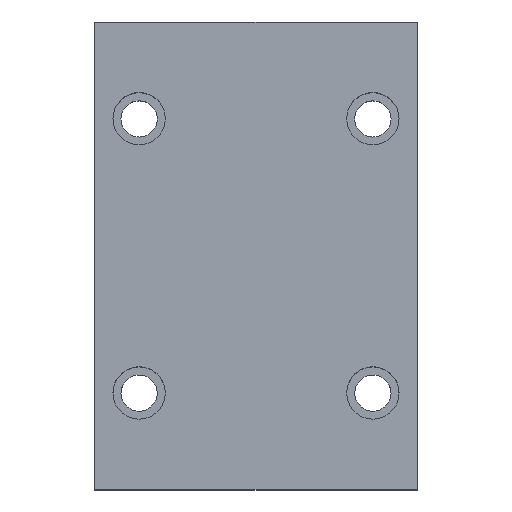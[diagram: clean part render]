
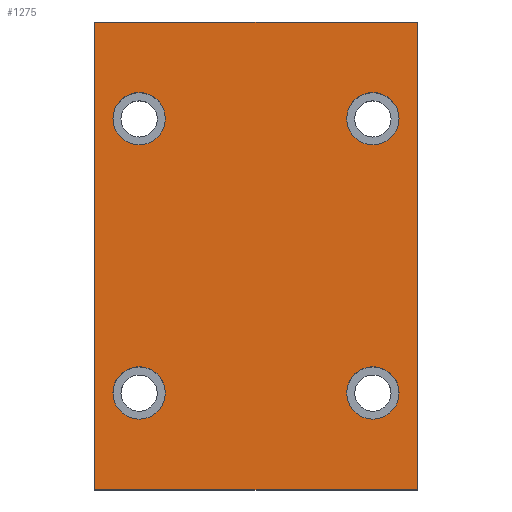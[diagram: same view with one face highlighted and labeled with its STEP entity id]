
A CAD part, top view. The second image highlights one B-rep face of the part: STEP entity #1275.
In plain terms, the highlighted planar face has unit normal (0, 0, 1).
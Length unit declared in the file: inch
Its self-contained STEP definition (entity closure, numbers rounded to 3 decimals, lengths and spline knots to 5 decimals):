
#333=DIRECTION('',(0.,-1.,0.));
#334=VECTOR('',#333,3.625);
#335=CARTESIAN_POINT('',(0.,0.,1.188));
#336=LINE('',#335,#334);
#337=DIRECTION('',(-1.,0.,0.));
#338=VECTOR('',#337,2.5);
#339=CARTESIAN_POINT('',(2.5,0.,1.188));
#340=LINE('',#339,#338);
#341=DIRECTION('',(0.,1.,0.));
#342=VECTOR('',#341,3.625);
#343=CARTESIAN_POINT('',(2.5,-3.625,1.188));
#344=LINE('',#343,#342);
#345=DIRECTION('',(1.,0.,0.));
#346=VECTOR('',#345,2.5);
#347=CARTESIAN_POINT('',(0.,-3.625,1.188));
#348=LINE('',#347,#346);
#349=CARTESIAN_POINT('',(0.344,-0.75,1.188));
#350=DIRECTION('',(0.,0.,-1.));
#351=DIRECTION('',(-1.,0.,0.));
#352=AXIS2_PLACEMENT_3D('',#349,#350,#351);
#354=CARTESIAN_POINT('',(0.344,-0.75,1.188));
#355=DIRECTION('',(0.,0.,-1.));
#356=DIRECTION('',(1.,0.,0.));
#357=AXIS2_PLACEMENT_3D('',#354,#355,#356);
#359=CARTESIAN_POINT('',(2.156,-0.75,1.188));
#360=DIRECTION('',(0.,0.,-1.));
#361=DIRECTION('',(-1.,0.,0.));
#362=AXIS2_PLACEMENT_3D('',#359,#360,#361);
#364=CARTESIAN_POINT('',(2.156,-0.75,1.188));
#365=DIRECTION('',(0.,0.,-1.));
#366=DIRECTION('',(1.,0.,0.));
#367=AXIS2_PLACEMENT_3D('',#364,#365,#366);
#369=CARTESIAN_POINT('',(2.156,-2.875,1.188));
#370=DIRECTION('',(0.,0.,-1.));
#371=DIRECTION('',(-1.,0.,0.));
#372=AXIS2_PLACEMENT_3D('',#369,#370,#371);
#374=CARTESIAN_POINT('',(2.156,-2.875,1.188));
#375=DIRECTION('',(0.,0.,-1.));
#376=DIRECTION('',(1.,0.,0.));
#377=AXIS2_PLACEMENT_3D('',#374,#375,#376);
#379=CARTESIAN_POINT('',(0.344,-2.875,1.188));
#380=DIRECTION('',(0.,0.,-1.));
#381=DIRECTION('',(-1.,0.,0.));
#382=AXIS2_PLACEMENT_3D('',#379,#380,#381);
#384=CARTESIAN_POINT('',(0.344,-2.875,1.188));
#385=DIRECTION('',(0.,0.,-1.));
#386=DIRECTION('',(1.,0.,0.));
#387=AXIS2_PLACEMENT_3D('',#384,#385,#386);
#1020=CARTESIAN_POINT('',(0.,0.,1.188));
#1021=CARTESIAN_POINT('',(0.,-3.625,1.188));
#1022=VERTEX_POINT('',#1020);
#1023=VERTEX_POINT('',#1021);
#1024=CARTESIAN_POINT('',(2.5,-3.625,1.188));
#1025=VERTEX_POINT('',#1024);
#1026=CARTESIAN_POINT('',(2.5,0.,1.188));
#1027=VERTEX_POINT('',#1026);
#1076=CARTESIAN_POINT('',(0.141,-0.75,1.188));
#1077=CARTESIAN_POINT('',(0.547,-0.75,1.188));
#1078=VERTEX_POINT('',#1076);
#1079=VERTEX_POINT('',#1077);
#1088=CARTESIAN_POINT('',(1.953,-0.75,1.188));
#1089=CARTESIAN_POINT('',(2.359,-0.75,1.188));
#1090=VERTEX_POINT('',#1088);
#1091=VERTEX_POINT('',#1089);
#1100=CARTESIAN_POINT('',(1.953,-2.875,1.188));
#1101=CARTESIAN_POINT('',(2.359,-2.875,1.188));
#1102=VERTEX_POINT('',#1100);
#1103=VERTEX_POINT('',#1101);
#1112=CARTESIAN_POINT('',(0.141,-2.875,1.188));
#1113=CARTESIAN_POINT('',(0.547,-2.875,1.188));
#1114=VERTEX_POINT('',#1112);
#1115=VERTEX_POINT('',#1113);
#1240=CARTESIAN_POINT('',(0.,0.,1.188));
#1241=DIRECTION('',(0.,0.,1.));
#1242=DIRECTION('',(1.,0.,0.));
#1243=AXIS2_PLACEMENT_3D('',#1240,#1241,#1242);
#1244=PLANE('',#1243);
#1245=ORIENTED_EDGE('',*,*,#1192,.F.);
#1246=ORIENTED_EDGE('',*,*,#1207,.F.);
#1247=ORIENTED_EDGE('',*,*,#1221,.F.);
#1248=ORIENTED_EDGE('',*,*,#1234,.F.);
#1249=EDGE_LOOP('',(#1245,#1246,#1247,#1248));
#1250=FACE_OUTER_BOUND('',#1249,.F.);
#1252=ORIENTED_EDGE('',*,*,#1251,.F.);
#1254=ORIENTED_EDGE('',*,*,#1253,.F.);
#1255=EDGE_LOOP('',(#1252,#1254));
#1256=FACE_BOUND('',#1255,.F.);
#1258=ORIENTED_EDGE('',*,*,#1257,.F.);
#1260=ORIENTED_EDGE('',*,*,#1259,.F.);
#1261=EDGE_LOOP('',(#1258,#1260));
#1262=FACE_BOUND('',#1261,.F.);
#1264=ORIENTED_EDGE('',*,*,#1263,.F.);
#1266=ORIENTED_EDGE('',*,*,#1265,.F.);
#1267=EDGE_LOOP('',(#1264,#1266));
#1268=FACE_BOUND('',#1267,.F.);
#1270=ORIENTED_EDGE('',*,*,#1269,.F.);
#1272=ORIENTED_EDGE('',*,*,#1271,.F.);
#1273=EDGE_LOOP('',(#1270,#1272));
#1274=FACE_BOUND('',#1273,.F.);
#1275=ADVANCED_FACE('',(#1250,#1256,#1262,#1268,#1274),#1244,.T.);
#353=CIRCLE('',#352,0.203);
#358=CIRCLE('',#357,0.203);
#363=CIRCLE('',#362,0.203);
#368=CIRCLE('',#367,0.203);
#373=CIRCLE('',#372,0.203);
#378=CIRCLE('',#377,0.203);
#383=CIRCLE('',#382,0.203);
#388=CIRCLE('',#387,0.203);
#1192=EDGE_CURVE('',#1022,#1023,#336,.T.);
#1207=EDGE_CURVE('',#1027,#1022,#340,.T.);
#1221=EDGE_CURVE('',#1025,#1027,#344,.T.);
#1234=EDGE_CURVE('',#1023,#1025,#348,.T.);
#1251=EDGE_CURVE('',#1078,#1079,#353,.T.);
#1253=EDGE_CURVE('',#1079,#1078,#358,.T.);
#1257=EDGE_CURVE('',#1090,#1091,#363,.T.);
#1259=EDGE_CURVE('',#1091,#1090,#368,.T.);
#1263=EDGE_CURVE('',#1102,#1103,#373,.T.);
#1265=EDGE_CURVE('',#1103,#1102,#378,.T.);
#1269=EDGE_CURVE('',#1114,#1115,#383,.T.);
#1271=EDGE_CURVE('',#1115,#1114,#388,.T.);
